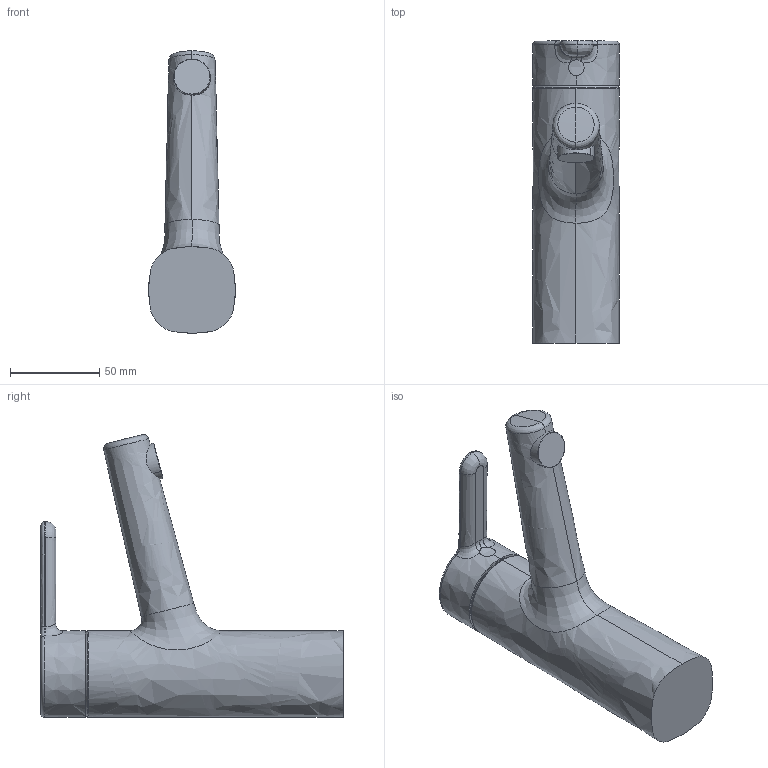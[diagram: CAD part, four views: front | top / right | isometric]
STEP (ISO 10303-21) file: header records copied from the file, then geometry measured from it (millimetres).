
FILE_DESCRIPTION (( 'STEP AP203' ), '1' );
FILE_NAME ('3010F(2017)+51722283.STEP', '2018-11-29T06:10:28', ( '' ), ( '' ), 'SwSTEP 2.0', 'SolidWorks 2016', '' );
FILE_SCHEMA (( 'CONFIG_CONTROL_DESIGN' ));
Length unit declared in the file: millimetre
Products named in the file (1): 3010F(2017)+51722283
Bounding box: 48.5 x 169.2 x 158.22 mm (x, y, z)
Volume: 407432.6 mm3; surface area: 42808.7 mm2
Topology: 1 solids, 1 shells, 47 faces, 111 edges, 67 vertices
Faces by surface type: bspline 33, plane 5, torus 4, sphere 3, cylinder 2
Entity records: 5475 total; most frequent: CARTESIAN_POINT 4568, ORIENTED_EDGE 218, EDGE_CURVE 109, DIRECTION 91, B_SPLINE_CURVE_WITH_KNOTS 67, VERTEX_POINT 66, EDGE_LOOP 49, FACE_OUTER_BOUND 47
